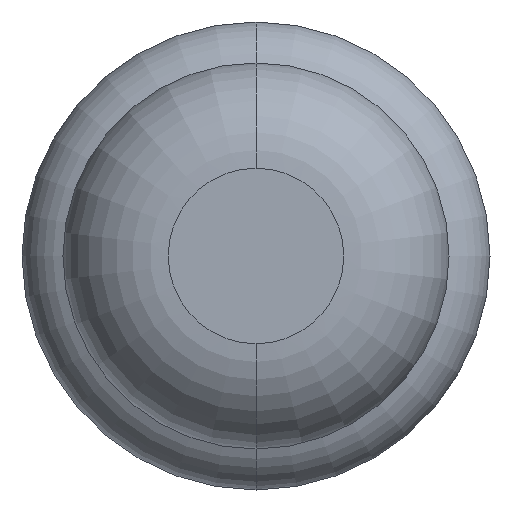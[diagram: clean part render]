
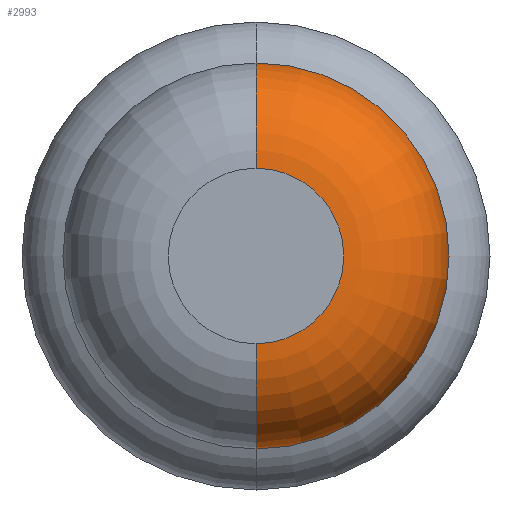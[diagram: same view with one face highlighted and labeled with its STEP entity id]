
A CAD part, front view. The second image highlights one B-rep face of the part: STEP entity #2993.
In plain terms, the highlighted toroidal (fillet/blend) face has major radius 0.375 mm and minor radius 0.45 mm.
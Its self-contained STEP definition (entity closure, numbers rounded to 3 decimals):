
#176 = CARTESIAN_POINT ( 'NONE',  ( 0., -29.95, 0.375 ) ) ;
#179 = EDGE_CURVE ( 'NONE', #2812, #2371, #2459, .T. ) ;
#220 = VERTEX_POINT ( 'NONE', #1832 ) ;
#240 = DIRECTION ( 'NONE',  ( 0., 1., 0. ) ) ;
#409 = AXIS2_PLACEMENT_3D ( 'NONE', #2919, #1385, #1881 ) ;
#647 = DIRECTION ( 'NONE',  ( -1., 0., 0. ) ) ;
#697 = EDGE_LOOP ( 'NONE', ( #2559, #703, #2467, #1368 ) ) ;
#703 = ORIENTED_EDGE ( 'NONE', *, *, #179, .T. ) ;
#737 = DIRECTION ( 'NONE',  ( 0., 0., 1. ) ) ;
#798 = DIRECTION ( 'NONE',  ( 1., 0., 0. ) ) ;
#1024 = CARTESIAN_POINT ( 'NONE',  ( 0., -30.4, -0.375 ) ) ;
#1040 = CIRCLE ( 'NONE', #1900, 0.375 ) ;
#1154 = CARTESIAN_POINT ( 'NONE',  ( 0., -30.4, 0.375 ) ) ;
#1243 = FACE_OUTER_BOUND ( 'NONE', #697, .T. ) ;
#1368 = ORIENTED_EDGE ( 'NONE', *, *, #1557, .F. ) ;
#1385 = DIRECTION ( 'NONE',  ( 0., 1., 0. ) ) ;
#1557 = EDGE_CURVE ( 'NONE', #2509, #220, #3188, .T. ) ;
#1693 = AXIS2_PLACEMENT_3D ( 'NONE', #176, #647, #2469 ) ;
#1832 = CARTESIAN_POINT ( 'NONE',  ( 0., -29.95, 0.825 ) ) ;
#1875 = DIRECTION ( 'NONE',  ( 0., 1., 0. ) ) ;
#1881 = DIRECTION ( 'NONE',  ( 0., 0., 1. ) ) ;
#1900 = AXIS2_PLACEMENT_3D ( 'NONE', #2142, #1875, #2913 ) ;
#1918 = CIRCLE ( 'NONE', #2662, 0.825 ) ;
#2050 = CARTESIAN_POINT ( 'NONE',  ( 0., -29.95, 0. ) ) ;
#2117 = CARTESIAN_POINT ( 'NONE',  ( 0., -29.95, -0.375 ) ) ;
#2121 = CARTESIAN_POINT ( 'NONE',  ( 0., -29.95, -0.825 ) ) ;
#2142 = CARTESIAN_POINT ( 'NONE',  ( 0., -30.4, 0. ) ) ;
#2319 = EDGE_CURVE ( 'Defeature ausgef�hrt1_7+Defeature ausgef�hrt1_6+Defeature ausgef�hrt1_6+Defeature ausgef�hrt1_6', #220, #2371, #1918, .T. ) ;
#2371 = VERTEX_POINT ( 'NONE', #2121 ) ;
#2459 = CIRCLE ( 'NONE', #2775, 0.45 ) ;
#2467 = ORIENTED_EDGE ( 'NONE', *, *, #2319, .F. ) ;
#2469 = DIRECTION ( 'NONE',  ( 0., 0., 1. ) ) ;
#2508 = EDGE_CURVE ( 'Defeature ausgef�hrt1_6+Defeature ausgef�hrt1_5+Defeature ausgef�hrt1_5+Defeature ausgef�hrt1_5', #2509, #2812, #1040, .T. ) ;
#2509 = VERTEX_POINT ( 'NONE', #1154 ) ;
#2527 = TOROIDAL_SURFACE ( 'NONE', #409, 0.375, 0.45 ) ;
#2559 = ORIENTED_EDGE ( 'NONE', *, *, #2508, .T. ) ;
#2596 = DIRECTION ( 'NONE',  ( 0., 0., -1. ) ) ;
#2662 = AXIS2_PLACEMENT_3D ( 'NONE', #2050, #240, #737 ) ;
#2775 = AXIS2_PLACEMENT_3D ( 'NONE', #2117, #798, #2596 ) ;
#2812 = VERTEX_POINT ( 'NONE', #1024 ) ;
#2913 = DIRECTION ( 'NONE',  ( 0., 0., 1. ) ) ;
#2919 = CARTESIAN_POINT ( 'NONE',  ( 0., -29.95, 0. ) ) ;
#2993 = ADVANCED_FACE ( 'Defeature ausgef�hrt1_6', ( #1243 ), #2527, .T. ) ;
#3188 = CIRCLE ( 'NONE', #1693, 0.45 ) ;
